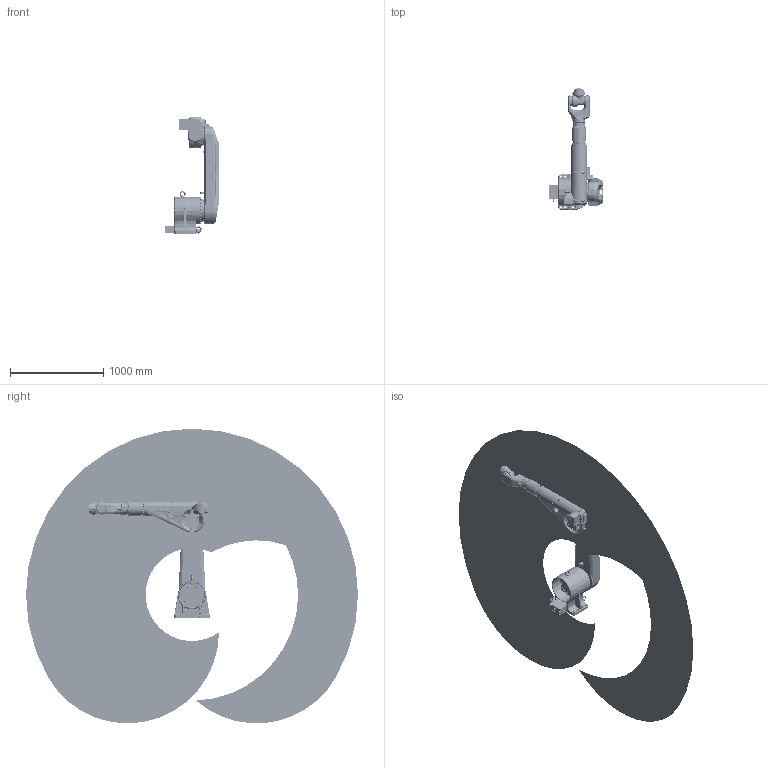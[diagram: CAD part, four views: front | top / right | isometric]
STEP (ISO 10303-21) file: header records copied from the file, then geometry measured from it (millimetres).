
FILE_DESCRIPTION(/* description */ ('STEP AP203'),/* implementation_level */ '2;1');
FILE_NAME(/* name */ '3D-model_AT_10010.stp',/* time_stamp */ '2023-04-13T09:38:26+02:00',/* author */ ('tim.stocker'),/* organization */ (''),/* preprocessor_version */ 'ST-DEVELOPER v16.5',/* originating_system */ 'Autodesk Inventor 2017',/* authorisation */ '');
FILE_SCHEMA (('AUTOMOTIVE_DESIGN { 1 0 10303 214 3 1 1 }'));
Products named in the file (10): AT_10010_DUMMY articc5-1918-45kg; MT_WST00114050 Dummy Grundgestell; MT_WST00105762 Schwinge; MT_WST00105778 Dummy Schulter; MT_WST00105790 Zwischenrohr; MT_WST00105779 Dummy Arm; MT_WST00105753 Hand; MT_WST00106130 Hand; MT_WST00112498 Dummy Steckerbox; MT_WST00113271 Arbeitsbereich
Assembly tree (9 placements, depth 2):
  AT_10010_DUMMY articc5-1918-45kg
    MT_WST00114050 Dummy Grundgestell
    MT_WST00105762 Schwinge
    MT_WST00105778 Dummy Schulter
    MT_WST00105790 Zwischenrohr
    MT_WST00105779 Dummy Arm
    MT_WST00105753 Hand
    MT_WST00106130 Hand
    MT_WST00112498 Dummy Steckerbox
    MT_WST00113271 Arbeitsbereich
Bounding box: 584.9 x 3565.96 x 3165.96 mm (x, y, z)
Volume: 89826415.8 mm3; surface area: 18314453.4 mm2
Topology: 11 solids, 14 shells, 5045 faces, 12302 edges, 7562 vertices
Faces by surface type: plane 1723, cylinder 1288, bspline 1170, torus 480, cone 271, sphere 113
Full cylindrical faces by diameter (mm): 2.5 x4, 3.242 x6, 3.8 x6, 4 x11, 4.134 x7, 4.2 x6, 4.917 x8, 5 x4, 5.5 x16, 5.8 x3, 6 x1, 6.3 x2, 6.6 x1, 6.647 x12, 6.7 x1, 6.8 x6, 7 x16, 7.6 x8, 7.8 x1, 8 x7, 8.4 x1, 8.5 x70, 8.8 x2, 9 x3, 9.9 x4, 10 x49, 10.106 x4, 11 x2, 11.6 x8, 12 x12
Entity records: 247550 total; most frequent: CARTESIAN_POINT 134989, ORIENTED_EDGE 22036, DIRECTION 21717, EDGE_CURVE 10958, AXIS2_PLACEMENT_3D 9265, VERTEX_POINT 7243, EDGE_LOOP 6477, FACE_OUTER_BOUND 5045
